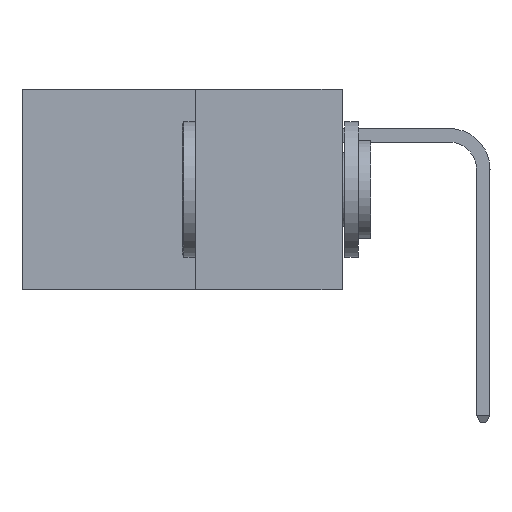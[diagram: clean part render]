
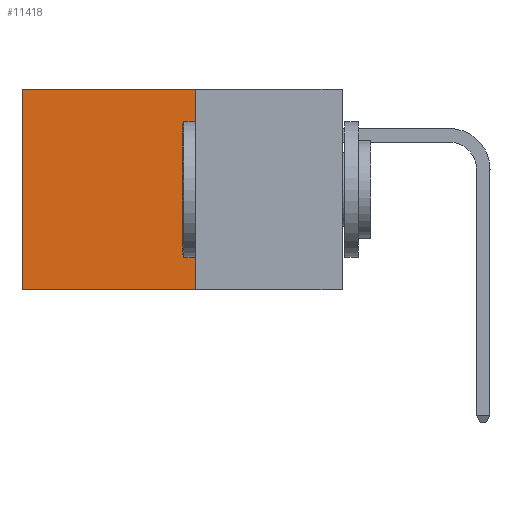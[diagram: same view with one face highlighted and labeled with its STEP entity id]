
A CAD part, left-side view. The second image highlights one B-rep face of the part: STEP entity #11418.
In plain terms, the highlighted planar face has unit normal (-1, 0, 0).
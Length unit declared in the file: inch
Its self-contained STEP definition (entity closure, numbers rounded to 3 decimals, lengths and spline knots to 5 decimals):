
#48 = VECTOR ( 'NONE', #2871, 39.37008 ) ;
#856 = CARTESIAN_POINT ( 'NONE',  ( 0.277, 0.27, 0. ) ) ;
#946 = LINE ( 'NONE', #5751, #3858 ) ;
#1035 = EDGE_CURVE ( 'NONE', #7602, #6509, #9087, .T. ) ;
#1072 = LINE ( 'NONE', #13187, #6145 ) ;
#1647 = EDGE_CURVE ( 'NONE', #7602, #8529, #946, .T. ) ;
#2742 = DIRECTION ( 'NONE',  ( 0., 0., -1. ) ) ;
#2871 = DIRECTION ( 'NONE',  ( 0., 0., -1. ) ) ;
#3170 = CARTESIAN_POINT ( 'NONE',  ( 0.277, 0.27, 0. ) ) ;
#3615 = DIRECTION ( 'NONE',  ( 0., 1., 0. ) ) ;
#3858 = VECTOR ( 'NONE', #2742, 39.37008 ) ;
#3900 = PLANE ( 'NONE',  #8664 ) ;
#4747 = ORIENTED_EDGE ( 'NONE', *, *, #1035, .T. ) ;
#4961 = CARTESIAN_POINT ( 'NONE',  ( 0.277, 0.27, -0.37 ) ) ;
#5093 = VERTEX_POINT ( 'NONE', #10212 ) ;
#5751 = CARTESIAN_POINT ( 'NONE',  ( 0.277, 0.27, -0.37 ) ) ;
#6037 = DIRECTION ( 'NONE',  ( 0., 0., -1. ) ) ;
#6145 = VECTOR ( 'NONE', #8017, 39.37008 ) ;
#6509 = VERTEX_POINT ( 'NONE', #10789 ) ;
#7602 = VERTEX_POINT ( 'NONE', #856 ) ;
#7757 = ORIENTED_EDGE ( 'NONE', *, *, #11317, .F. ) ;
#8017 = DIRECTION ( 'NONE',  ( 0., 1., 0. ) ) ;
#8529 = VERTEX_POINT ( 'NONE', #11106 ) ;
#8664 = AXIS2_PLACEMENT_3D ( 'NONE', #4961, #12345, #6037 ) ;
#8680 = LINE ( 'NONE', #13456, #48 ) ;
#8913 = EDGE_CURVE ( 'NONE', #6509, #5093, #8680, .T. ) ;
#9087 = LINE ( 'NONE', #3170, #11191 ) ;
#9120 = ORIENTED_EDGE ( 'NONE', *, *, #8913, .T. ) ;
#10212 = CARTESIAN_POINT ( 'NONE',  ( 0.277, 0.59, -0.37 ) ) ;
#10489 = FACE_OUTER_BOUND ( 'NONE', #12302, .T. ) ;
#10789 = CARTESIAN_POINT ( 'NONE',  ( 0.277, 0.59, 0. ) ) ;
#11106 = CARTESIAN_POINT ( 'NONE',  ( 0.277, 0.27, -0.37 ) ) ;
#11191 = VECTOR ( 'NONE', #3615, 39.37008 ) ;
#11317 = EDGE_CURVE ( 'NONE', #8529, #5093, #1072, .T. ) ;
#11389 = ORIENTED_EDGE ( 'NONE', *, *, #1647, .F. ) ;
#11418 = ADVANCED_FACE ( 'NONE', ( #10489 ), #3900, .F. ) ;
#12302 = EDGE_LOOP ( 'NONE', ( #9120, #7757, #11389, #4747 ) ) ;
#12345 = DIRECTION ( 'NONE',  ( 1., 0., 0. ) ) ;
#13187 = CARTESIAN_POINT ( 'NONE',  ( 0.277, 0.27, -0.37 ) ) ;
#13456 = CARTESIAN_POINT ( 'NONE',  ( 0.277, 0.59, -0.37 ) ) ;
